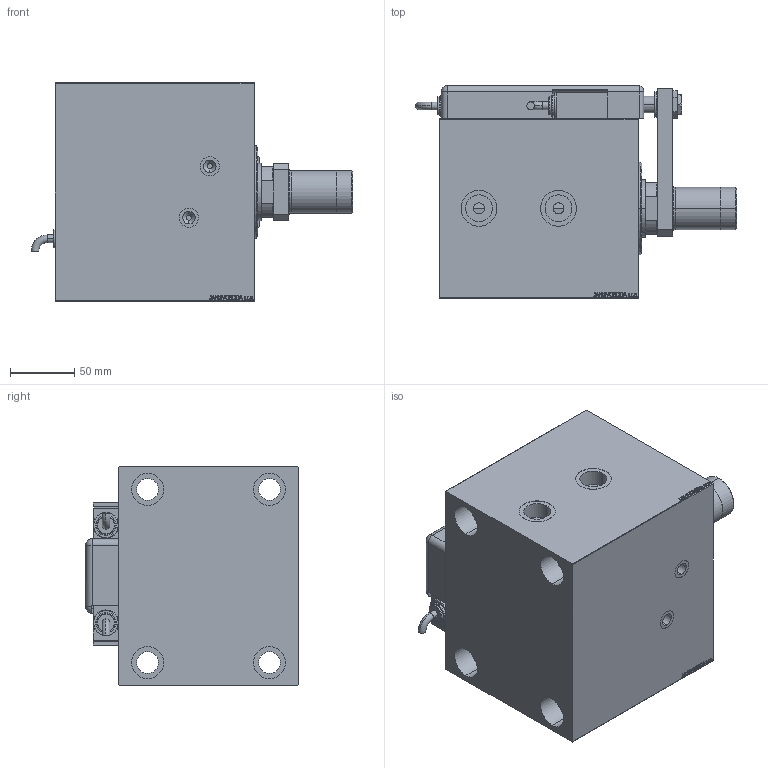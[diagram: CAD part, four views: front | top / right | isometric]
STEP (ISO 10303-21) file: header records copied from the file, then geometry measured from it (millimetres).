
FILE_DESCRIPTION (( 'STEP AP203' ), '1' );
FILE_NAME ('f228.STEP', '2022-04-17T15:18:13', ( '' ), ( '' ), 'SwSTEP 2.0', 'SolidWorks 2019', '' );
FILE_SCHEMA (( 'CONFIG_CONTROL_DESIGN' ));
Length unit declared in the file: millimetre
Products named in the file (14): SWITCH Q 71daba75429eadbf1a08b4e7b52bf821; V450CP_VC_B 71daba75429eadbf1a08b4e7b52bf821; ZARAZKA_Q 71daba75429eadbf1a08b4e7b52bf821; f228; SWITCH DIM A_G 71daba75429eadbf1a08b4e7b52bf821; TYC 71daba75429eadbf1a08b4e7b52bf821; V450CP_C 71daba75429eadbf1a08b4e7b52bf821; SWITCH_Q_FRONT_BACK 71daba75429eadbf1a08b4e7b52bf821; NUT_D13 71daba75429eadbf1a08b4e7b52bf821; MAGNETIC SWITCH Q 71daba75429eadbf1a08b4e7b52bf821; V450CP_B_VCP 71daba75429eadbf1a08b4e7b52bf821; KRYT 71daba75429eadbf1a08b4e7b52bf821; NUT_D19 71daba75429eadbf1a08b4e7b52bf821; V450CM_MALE_METRIC 71daba75429eadbf1a08b4e7b52bf821
Assembly tree (15 placements, depth 3):
  f228
    V450CP_C 71daba75429eadbf1a08b4e7b52bf821
    MAGNETIC SWITCH Q 71daba75429eadbf1a08b4e7b52bf821
      SWITCH_Q_FRONT_BACK 71daba75429eadbf1a08b4e7b52bf821
      TYC 71daba75429eadbf1a08b4e7b52bf821
      ZARAZKA_Q 71daba75429eadbf1a08b4e7b52bf821
      SWITCH DIM A_G 71daba75429eadbf1a08b4e7b52bf821
      NUT_D19 71daba75429eadbf1a08b4e7b52bf821
      NUT_D13 71daba75429eadbf1a08b4e7b52bf821
      KRYT 71daba75429eadbf1a08b4e7b52bf821
      SWITCH Q 71daba75429eadbf1a08b4e7b52bf821  x2
    V450CM_MALE_METRIC 71daba75429eadbf1a08b4e7b52bf821  x2
    V450CP_B_VCP 71daba75429eadbf1a08b4e7b52bf821
    V450CP_VC_B 71daba75429eadbf1a08b4e7b52bf821
Bounding box: 250.76 x 165.8 x 170 mm (x, y, z)
Volume: 3596651.3 mm3; surface area: 404964.2 mm2
Topology: 15 solids, 15 shells, 1300 faces, 3266 edges, 2151 vertices
Faces by surface type: plane 628, bspline 471, cylinder 139, cone 34, torus 26, sphere 2
Entity records: 60968 total; most frequent: CARTESIAN_POINT 32381, ORIENTED_EDGE 6284, DIRECTION 4082, EDGE_CURVE 3142, VERTEX_POINT 2075, VECTOR 1854, LINE 1854, EDGE_LOOP 1427
